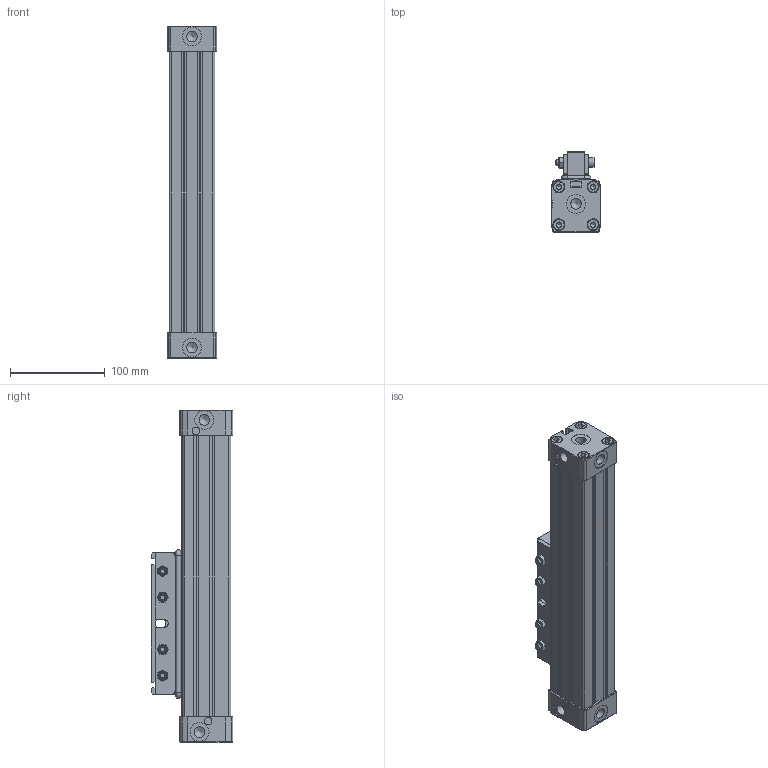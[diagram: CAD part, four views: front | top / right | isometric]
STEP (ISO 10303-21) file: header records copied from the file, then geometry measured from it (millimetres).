
FILE_DESCRIPTION(/* implementation_level */ '2;1');
FILE_NAME(/* name */ 'PL32 - P1 - 0100.stp',/* time_stamp */ '18-Jan-2021 09:33:59',/* author */ ('MEDAN GmbH-H.By.'),/* organization */ (''), /* preprocessor_version */ 'ST-DEVELOPER v11',/* originating_system */ 'SIEMENS PLM Software NX 7.5',/* authorisation */ '');
FILE_SCHEMA (('AUTOMOTIVE_DESIGN { 1 0 10303 214 1 1 1 1 }'));
Bounding box: 52 x 86 x 350 mm (x, y, z)
Volume: 794728 mm3; surface area: 245386.7 mm2
Topology: 29 solids, 29 shells, 1127 faces, 2780 edges, 1738 vertices
Faces by surface type: plane 638, cylinder 289, cone 176, torus 24
Full cylindrical faces by diameter (mm): 2.874 x4, 3.1 x4, 3.45 x1, 3.5 x4, 5 x13, 5.188 x10, 6 x24, 6.6 x12, 8 x2, 8.4 x8, 8.9 x8, 10 x4, 11 x1, 11.188 x6, 12 x8, 12.6 x8, 20 x6, 31.8 x2, 32.1 x1
Entity records: 20361 total; most frequent: CRTPNT 3568, DRCTN 3138, ORNEDG 2874, EDGCRV 1437, A2PL3D 1122, VRTPNT 978, LINE 894, VECTOR 894
